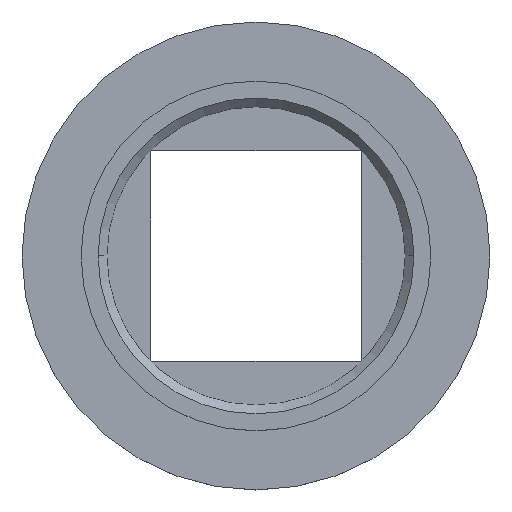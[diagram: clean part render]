
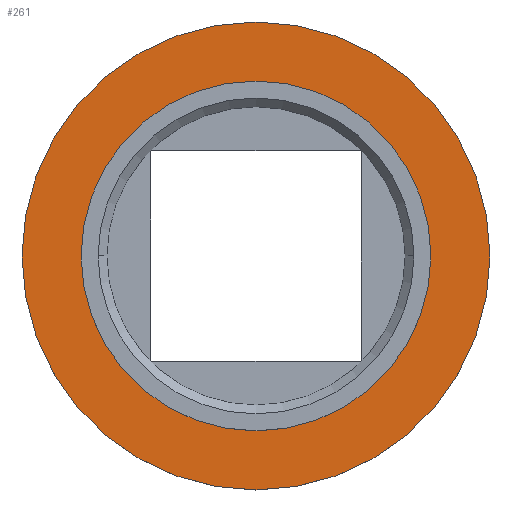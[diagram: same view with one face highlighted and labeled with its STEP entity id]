
A CAD part, top view. The second image highlights one B-rep face of the part: STEP entity #261.
In plain terms, the highlighted planar face has unit normal (0, 0, 1).
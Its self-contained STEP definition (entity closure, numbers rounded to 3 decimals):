
#9 = AXIS2_PLACEMENT_3D ( 'NONE', #97, #141, #467 ) ;
#42 = CARTESIAN_POINT ( 'NONE',  ( -5.98, 0., 0.65 ) ) ;
#54 = DIRECTION ( 'NONE',  ( 1., 0., 0. ) ) ;
#56 = EDGE_CURVE ( 'NONE', #258, #435, #229, .T. ) ;
#66 = ORIENTED_EDGE ( 'NONE', *, *, #296, .F. ) ;
#93 = CIRCLE ( 'NONE', #9, 5.98 ) ;
#96 = ORIENTED_EDGE ( 'NONE', *, *, #56, .T. ) ;
#97 = CARTESIAN_POINT ( 'NONE',  ( 0., 0., 0.65 ) ) ;
#99 = EDGE_LOOP ( 'NONE', ( #66, #481 ) ) ;
#107 = VERTEX_POINT ( 'NONE', #310 ) ;
#110 = DIRECTION ( 'NONE',  ( 1., 0., 0. ) ) ;
#133 = CARTESIAN_POINT ( 'NONE',  ( 0., 0., 0.65 ) ) ;
#141 = DIRECTION ( 'NONE',  ( 0., 0., 1. ) ) ;
#174 = CARTESIAN_POINT ( 'NONE',  ( 0., 0., 0.65 ) ) ;
#177 = DIRECTION ( 'NONE',  ( 0., 0., 1. ) ) ;
#181 = CARTESIAN_POINT ( 'NONE',  ( 0., 0., 0.65 ) ) ;
#206 = FACE_OUTER_BOUND ( 'NONE', #282, .T. ) ;
#213 = VERTEX_POINT ( 'NONE', #42 ) ;
#227 = CARTESIAN_POINT ( 'NONE',  ( 8., 0., 0.65 ) ) ;
#229 = CIRCLE ( 'NONE', #468, 8. ) ;
#258 = VERTEX_POINT ( 'NONE', #438 ) ;
#261 = ADVANCED_FACE ( 'NONE', ( #292, #206 ), #473, .T. ) ;
#268 = DIRECTION ( 'NONE',  ( 1., 0., 0. ) ) ;
#282 = EDGE_LOOP ( 'NONE', ( #96, #447 ) ) ;
#292 = FACE_BOUND ( 'NONE', #99, .T. ) ;
#294 = AXIS2_PLACEMENT_3D ( 'NONE', #451, #410, #110 ) ;
#296 = EDGE_CURVE ( 'NONE', #213, #107, #93, .T. ) ;
#310 = CARTESIAN_POINT ( 'NONE',  ( 5.98, 0., 0.65 ) ) ;
#323 = EDGE_CURVE ( 'NONE', #107, #213, #341, .T. ) ;
#326 = AXIS2_PLACEMENT_3D ( 'NONE', #174, #177, #54 ) ;
#341 = CIRCLE ( 'NONE', #462, 5.98 ) ;
#360 = DIRECTION ( 'NONE',  ( 0., 0., 1. ) ) ;
#403 = CIRCLE ( 'NONE', #294, 8. ) ;
#410 = DIRECTION ( 'NONE',  ( 0., 0., 1. ) ) ;
#420 = DIRECTION ( 'NONE',  ( 0., 0., 1. ) ) ;
#435 = VERTEX_POINT ( 'NONE', #227 ) ;
#438 = CARTESIAN_POINT ( 'NONE',  ( -8., 0., 0.65 ) ) ;
#445 = DIRECTION ( 'NONE',  ( 1., 0., 0. ) ) ;
#447 = ORIENTED_EDGE ( 'NONE', *, *, #466, .T. ) ;
#451 = CARTESIAN_POINT ( 'NONE',  ( 0., 0., 0.65 ) ) ;
#462 = AXIS2_PLACEMENT_3D ( 'NONE', #133, #360, #445 ) ;
#466 = EDGE_CURVE ( 'NONE', #435, #258, #403, .T. ) ;
#467 = DIRECTION ( 'NONE',  ( 1., 0., 0. ) ) ;
#468 = AXIS2_PLACEMENT_3D ( 'NONE', #181, #420, #268 ) ;
#473 = PLANE ( 'NONE',  #326 ) ;
#481 = ORIENTED_EDGE ( 'NONE', *, *, #323, .F. ) ;
